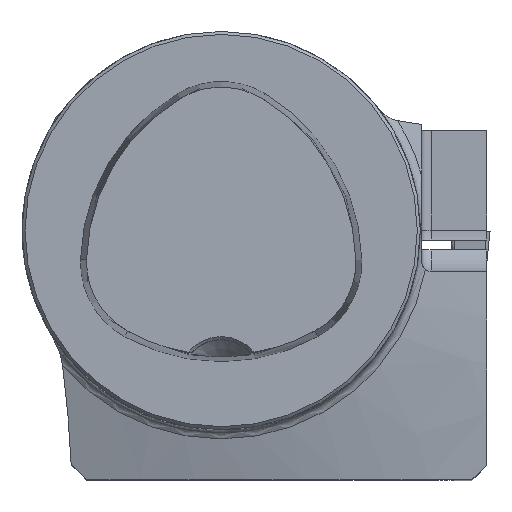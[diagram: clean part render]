
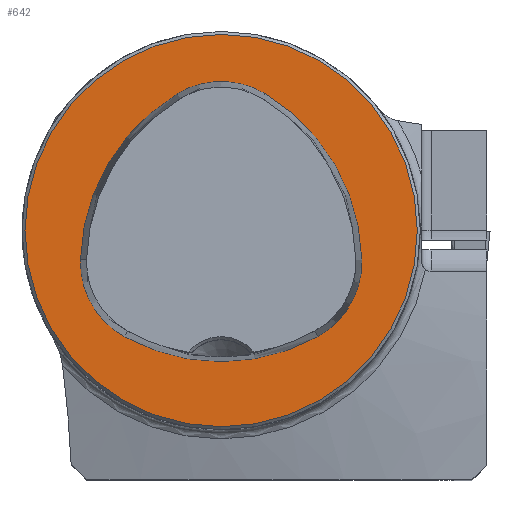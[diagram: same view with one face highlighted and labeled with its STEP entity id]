
A CAD part, top view. The second image highlights one B-rep face of the part: STEP entity #642.
In plain terms, the highlighted planar face has unit normal (0, 0, 1).
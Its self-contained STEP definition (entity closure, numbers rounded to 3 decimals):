
#110=FACE_BOUND('',#881,.T.);
#111=FACE_BOUND('',#882,.T.);
#176=PLANE('',#2318);
#642=ADVANCED_FACE('CU_FL_N1_SU_1',(#110,#111),#176,.T.);
#881=EDGE_LOOP('',(#1230,#1231,#1232,#1233,#1234,#1235));
#882=EDGE_LOOP('',(#1236));
#985=CIRCLE('',#2309,20.063);
#987=CIRCLE('',#2312,20.063);
#988=CIRCLE('',#2313,8.563);
#989=CIRCLE('',#2314,8.563);
#990=CIRCLE('',#2315,20.063);
#991=CIRCLE('',#2316,8.563);
#992=CIRCLE('',#2317,19.7);
#1230=ORIENTED_EDGE('',*,*,#2001,.F.);
#1231=ORIENTED_EDGE('',*,*,#2002,.F.);
#1232=ORIENTED_EDGE('',*,*,#1994,.F.);
#1233=ORIENTED_EDGE('',*,*,#2003,.F.);
#1234=ORIENTED_EDGE('',*,*,#2004,.F.);
#1235=ORIENTED_EDGE('',*,*,#2005,.F.);
#1236=ORIENTED_EDGE('',*,*,#2006,.T.);
#1759=VERTEX_POINT('',#3657);
#1760=VERTEX_POINT('',#3659);
#1766=VERTEX_POINT('',#3691);
#1767=VERTEX_POINT('',#3692);
#1768=VERTEX_POINT('',#3695);
#1769=VERTEX_POINT('',#3697);
#1770=VERTEX_POINT('',#3700);
#1994=EDGE_CURVE('',#1759,#1760,#985,.T.);
#2001=EDGE_CURVE('',#1766,#1767,#987,.T.);
#2002=EDGE_CURVE('',#1760,#1766,#988,.T.);
#2003=EDGE_CURVE('',#1768,#1759,#989,.T.);
#2004=EDGE_CURVE('',#1769,#1768,#990,.T.);
#2005=EDGE_CURVE('',#1767,#1769,#991,.T.);
#2006=EDGE_CURVE('',#1770,#1770,#992,.T.);
#2309=AXIS2_PLACEMENT_3D('',#3658,#2645,#2646);
#2312=AXIS2_PLACEMENT_3D('',#3690,#2652,#2653);
#2313=AXIS2_PLACEMENT_3D('',#3693,#2654,#2655);
#2314=AXIS2_PLACEMENT_3D('',#3694,#2656,#2657);
#2315=AXIS2_PLACEMENT_3D('',#3696,#2658,#2659);
#2316=AXIS2_PLACEMENT_3D('',#3698,#2660,#2661);
#2317=AXIS2_PLACEMENT_3D('',#3699,#2662,#2663);
#2318=AXIS2_PLACEMENT_3D('',#3701,#2664,#2665);
#2645=DIRECTION('',(0.,0.,1.));
#2646=DIRECTION('',(-1.,0.,0.));
#2652=DIRECTION('',(0.,0.,1.));
#2653=DIRECTION('',(-1.,0.,0.));
#2654=DIRECTION('',(0.,0.,1.));
#2655=DIRECTION('',(-1.,0.,0.));
#2656=DIRECTION('',(0.,0.,1.));
#2657=DIRECTION('',(-1.,0.,0.));
#2658=DIRECTION('',(0.,0.,1.));
#2659=DIRECTION('',(-1.,0.,0.));
#2660=DIRECTION('',(0.,0.,1.));
#2661=DIRECTION('',(-1.,0.,0.));
#2662=DIRECTION('',(0.,0.,1.));
#2663=DIRECTION('',(-1.,0.,0.));
#2664=DIRECTION('',(0.,0.,1.));
#2665=DIRECTION('',(-1.,0.,0.));
#3657=CARTESIAN_POINT('',(-9.704,-10.66,0.));
#3658=CARTESIAN_POINT('',(0.,6.9,0.));
#3659=CARTESIAN_POINT('',(9.704,-10.66,0.));
#3690=CARTESIAN_POINT('',(-5.934,-3.451,0.));
#3691=CARTESIAN_POINT('',(14.123,-2.953,0.));
#3692=CARTESIAN_POINT('',(4.418,13.735,0.));
#3693=CARTESIAN_POINT('',(5.562,-3.165,0.));
#3694=CARTESIAN_POINT('',(-5.562,-3.165,0.));
#3695=CARTESIAN_POINT('',(-14.123,-2.953,0.));
#3696=CARTESIAN_POINT('',(5.934,-3.451,0.));
#3697=CARTESIAN_POINT('',(-4.418,13.735,0.));
#3698=CARTESIAN_POINT('',(0.,6.4,0.));
#3699=CARTESIAN_POINT('',(0.,0.,0.));
#3700=CARTESIAN_POINT('',(-19.7,0.,0.));
#3701=CARTESIAN_POINT('',(0.,0.,0.));
